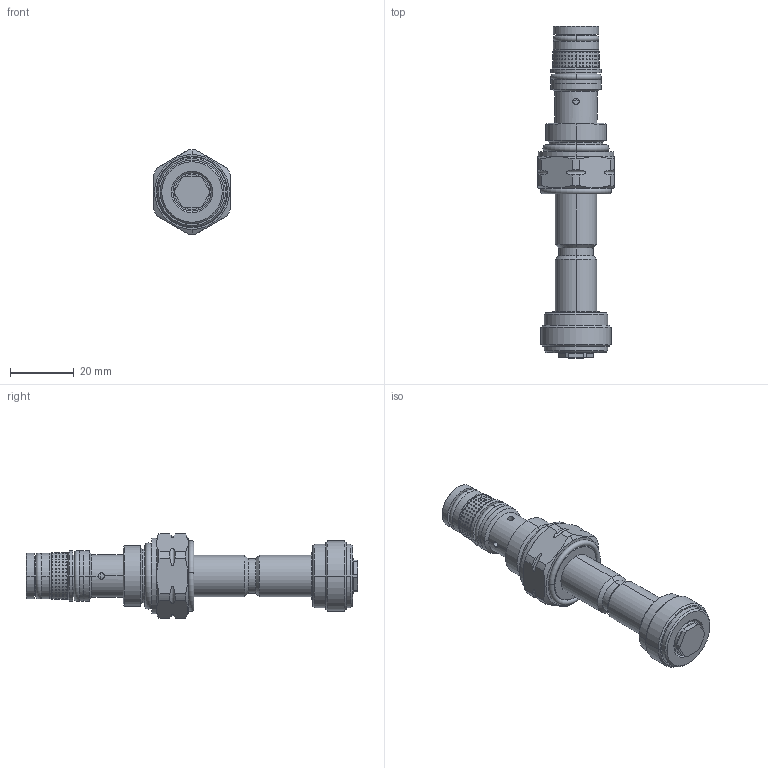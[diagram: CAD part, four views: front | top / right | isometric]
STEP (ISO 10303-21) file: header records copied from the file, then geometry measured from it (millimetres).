
FILE_DESCRIPTION((''),'2;1');
FILE_NAME('PRTSXDN','2022-12-07T16:22:42',('AlainG'),('Sun Hydraulics LLC'),'CREO PARAMETRIC BY PTC INC, 2021072','CREO PARAMETRIC BY PTC INC, 2021072','');
FILE_SCHEMA(('AUTOMOTIVE_DESIGN { 1 0 10303 214 1 1 1 1 }'));
Length unit declared in the file: inch
Products named in the file (1): PRTSXDN
Bounding box: 24 x 104.3 x 26.5 mm (x, y, z)
Volume: 17411.9 mm3; surface area: 12391 mm2
Topology: 2 solids, 2 shells, 702 faces, 1996 edges, 1293 vertices
Faces by surface type: cylinder 545, plane 71, cone 60, torus 26
Entity records: 38137 total; most frequent: CARTESIAN_POINT 15099, ORIENTED_EDGE 3988, DIRECTION 2818, EDGE_CURVE 1994, VERTEX_POINT 1293, EDGE_LOOP 1123, AXIS2_PLACEMENT_3D 1065, B_SPLINE_CURVE_WITH_KNOTS 956
